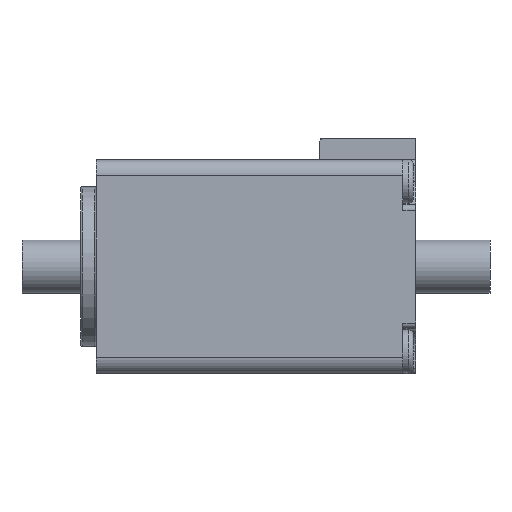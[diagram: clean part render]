
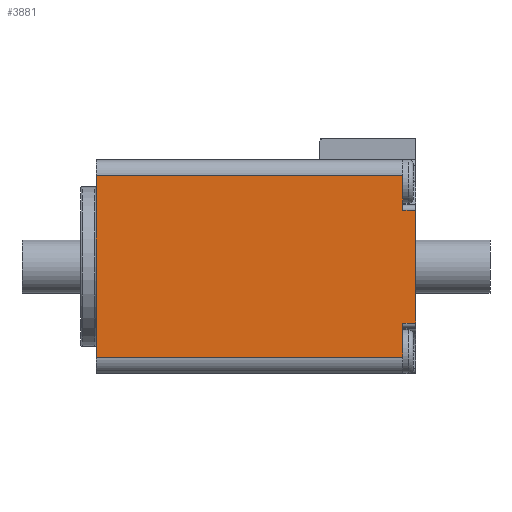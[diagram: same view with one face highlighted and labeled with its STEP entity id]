
A CAD part, front view. The second image highlights one B-rep face of the part: STEP entity #3881.
In plain terms, the highlighted planar face has unit normal (0, -1, 0).
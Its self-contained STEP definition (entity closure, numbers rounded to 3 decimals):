
#149 = VERTEX_POINT ( 'NONE', #4058 ) ;
#207 = AXIS2_PLACEMENT_3D ( 'NONE', #849, #3530, #3599 ) ;
#219 = EDGE_CURVE ( 'NONE', #631, #3989, #1453, .T. ) ;
#269 = EDGE_CURVE ( 'NONE', #149, #3837, #2154, .T. ) ;
#286 = ORIENTED_EDGE ( 'NONE', *, *, #2106, .F. ) ;
#428 = ORIENTED_EDGE ( 'NONE', *, *, #1188, .T. ) ;
#440 = DIRECTION ( 'NONE',  ( 0., 0., -1. ) ) ;
#508 = VECTOR ( 'NONE', #3588, 1000. ) ;
#629 = CARTESIAN_POINT ( 'NONE',  ( 28.8, -10.05, -5.3 ) ) ;
#631 = VERTEX_POINT ( 'NONE', #747 ) ;
#675 = CARTESIAN_POINT ( 'NONE',  ( 0., -10.05, 8.55 ) ) ;
#735 = CARTESIAN_POINT ( 'NONE',  ( 30., -10.05, -8.55 ) ) ;
#747 = CARTESIAN_POINT ( 'NONE',  ( 28.8, -10.05, 8.55 ) ) ;
#786 = DIRECTION ( 'NONE',  ( -1., 0., 0. ) ) ;
#802 = CARTESIAN_POINT ( 'NONE',  ( 28.8, -10.05, 10.05 ) ) ;
#849 = CARTESIAN_POINT ( 'NONE',  ( 30., -10.05, 10.05 ) ) ;
#874 = VECTOR ( 'NONE', #957, 1000. ) ;
#957 = DIRECTION ( 'NONE',  ( 0., 0., -1. ) ) ;
#985 = CARTESIAN_POINT ( 'NONE',  ( 30., -10.05, 5.3 ) ) ;
#1052 = EDGE_CURVE ( 'NONE', #3989, #2049, #1584, .T. ) ;
#1115 = ORIENTED_EDGE ( 'NONE', *, *, #1052, .T. ) ;
#1116 = CARTESIAN_POINT ( 'NONE',  ( 28.8, -10.05, -5.8 ) ) ;
#1132 = CARTESIAN_POINT ( 'NONE',  ( 30., -10.05, 10.05 ) ) ;
#1188 = EDGE_CURVE ( 'NONE', #2049, #3837, #3677, .T. ) ;
#1284 = LINE ( 'NONE', #2685, #874 ) ;
#1380 = DIRECTION ( 'NONE',  ( 1., 0., 0. ) ) ;
#1395 = VERTEX_POINT ( 'NONE', #1559 ) ;
#1408 = LINE ( 'NONE', #4361, #2048 ) ;
#1453 = LINE ( 'NONE', #1543, #3366 ) ;
#1479 = DIRECTION ( 'NONE',  ( 0., 0., -1. ) ) ;
#1497 = LINE ( 'NONE', #4116, #2619 ) ;
#1543 = CARTESIAN_POINT ( 'NONE',  ( 0., -10.05, 8.55 ) ) ;
#1559 = CARTESIAN_POINT ( 'NONE',  ( 28.8, -10.05, 5.3 ) ) ;
#1584 = LINE ( 'NONE', #2222, #508 ) ;
#1649 = EDGE_CURVE ( 'NONE', #631, #3597, #4158, .T. ) ;
#1688 = ORIENTED_EDGE ( 'NONE', *, *, #3205, .T. ) ;
#1694 = CARTESIAN_POINT ( 'NONE',  ( 28.8, -10.05, 10.05 ) ) ;
#1753 = DIRECTION ( 'NONE',  ( 0., 0., -1. ) ) ;
#1855 = VECTOR ( 'NONE', #2359, 1000. ) ;
#1917 = ORIENTED_EDGE ( 'NONE', *, *, #219, .T. ) ;
#2048 = VECTOR ( 'NONE', #3041, 1000. ) ;
#2049 = VERTEX_POINT ( 'NONE', #2579 ) ;
#2106 = EDGE_CURVE ( 'NONE', #3597, #1395, #2717, .T. ) ;
#2154 = LINE ( 'NONE', #1116, #2238 ) ;
#2222 = CARTESIAN_POINT ( 'NONE',  ( 0., -10.05, 10.05 ) ) ;
#2238 = VECTOR ( 'NONE', #1479, 1000. ) ;
#2256 = EDGE_CURVE ( 'NONE', #3973, #149, #1284, .T. ) ;
#2359 = DIRECTION ( 'NONE',  ( 0., 0., -1. ) ) ;
#2455 = ORIENTED_EDGE ( 'NONE', *, *, #3803, .F. ) ;
#2561 = ORIENTED_EDGE ( 'NONE', *, *, #3771, .T. ) ;
#2568 = FACE_OUTER_BOUND ( 'NONE', #2961, .T. ) ;
#2579 = CARTESIAN_POINT ( 'NONE',  ( 0., -10.05, -8.55 ) ) ;
#2619 = VECTOR ( 'NONE', #2753, 1000. ) ;
#2643 = CARTESIAN_POINT ( 'NONE',  ( 28.8, -10.05, 8. ) ) ;
#2685 = CARTESIAN_POINT ( 'NONE',  ( 28.8, -10.05, -5.8 ) ) ;
#2717 = LINE ( 'NONE', #1694, #1855 ) ;
#2753 = DIRECTION ( 'NONE',  ( -1., 0., 0. ) ) ;
#2961 = EDGE_LOOP ( 'NONE', ( #1115, #428, #3955, #3312, #1688, #2455, #2561, #286, #4147, #1917 ) ) ;
#3041 = DIRECTION ( 'NONE',  ( 1., 0., 0. ) ) ;
#3090 = VECTOR ( 'NONE', #1753, 1000. ) ;
#3112 = VERTEX_POINT ( 'NONE', #3725 ) ;
#3205 = EDGE_CURVE ( 'NONE', #3973, #3112, #1408, .T. ) ;
#3312 = ORIENTED_EDGE ( 'NONE', *, *, #2256, .F. ) ;
#3366 = VECTOR ( 'NONE', #786, 1000. ) ;
#3428 = CARTESIAN_POINT ( 'NONE',  ( 28.8, -10.05, -8.55 ) ) ;
#3465 = LINE ( 'NONE', #1132, #4027 ) ;
#3530 = DIRECTION ( 'NONE',  ( 0., -1., 0. ) ) ;
#3539 = VECTOR ( 'NONE', #1380, 1000. ) ;
#3588 = DIRECTION ( 'NONE',  ( 0., 0., -1. ) ) ;
#3597 = VERTEX_POINT ( 'NONE', #2643 ) ;
#3599 = DIRECTION ( 'NONE',  ( 0., 0., -1. ) ) ;
#3677 = LINE ( 'NONE', #735, #3539 ) ;
#3725 = CARTESIAN_POINT ( 'NONE',  ( 30., -10.05, -5.3 ) ) ;
#3771 = EDGE_CURVE ( 'NONE', #4242, #1395, #1497, .T. ) ;
#3803 = EDGE_CURVE ( 'NONE', #4242, #3112, #3465, .T. ) ;
#3837 = VERTEX_POINT ( 'NONE', #3428 ) ;
#3845 = PLANE ( 'NONE',  #207 ) ;
#3881 = ADVANCED_FACE ( 'NONE', ( #2568 ), #3845, .T. ) ;
#3955 = ORIENTED_EDGE ( 'NONE', *, *, #269, .F. ) ;
#3973 = VERTEX_POINT ( 'NONE', #629 ) ;
#3989 = VERTEX_POINT ( 'NONE', #675 ) ;
#4027 = VECTOR ( 'NONE', #440, 1000. ) ;
#4058 = CARTESIAN_POINT ( 'NONE',  ( 28.8, -10.05, -8. ) ) ;
#4116 = CARTESIAN_POINT ( 'NONE',  ( 28.8, -10.05, 5.3 ) ) ;
#4147 = ORIENTED_EDGE ( 'NONE', *, *, #1649, .F. ) ;
#4158 = LINE ( 'NONE', #802, #3090 ) ;
#4242 = VERTEX_POINT ( 'NONE', #985 ) ;
#4361 = CARTESIAN_POINT ( 'NONE',  ( 30., -10.05, -5.3 ) ) ;
